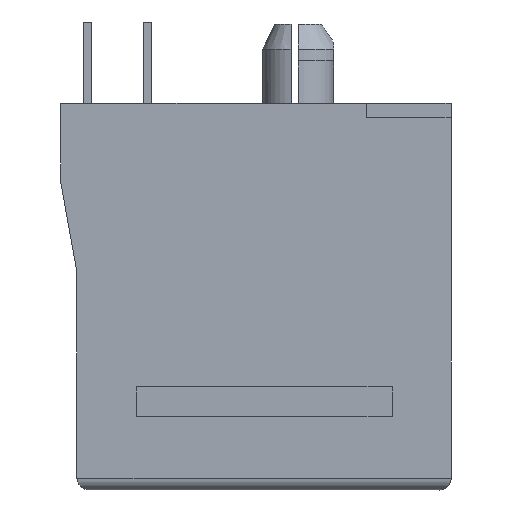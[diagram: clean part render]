
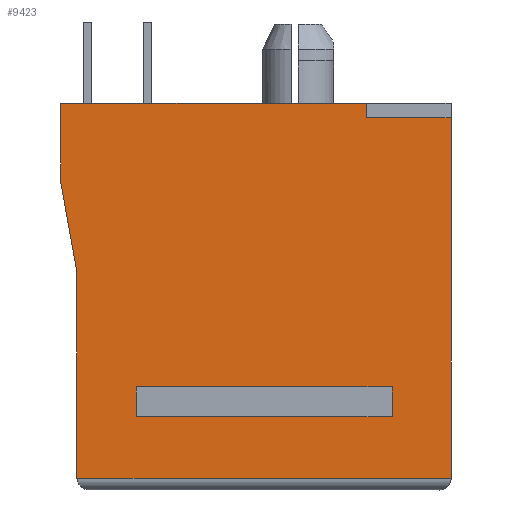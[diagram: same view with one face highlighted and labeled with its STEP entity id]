
A CAD part, left-side view. The second image highlights one B-rep face of the part: STEP entity #9423.
In plain terms, the highlighted planar face has unit normal (-1, 0, 0).
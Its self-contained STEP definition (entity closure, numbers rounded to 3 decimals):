
#123=LINE('',#13189,#1426);
#216=LINE('',#13389,#1519);
#227=LINE('',#13409,#1530);
#229=LINE('',#13413,#1532);
#230=LINE('',#13416,#1533);
#231=LINE('',#13418,#1534);
#232=LINE('',#13420,#1535);
#233=LINE('',#13421,#1536);
#234=LINE('',#13423,#1537);
#235=LINE('',#13425,#1538);
#236=LINE('',#13427,#1539);
#237=LINE('',#13428,#1540);
#1426=VECTOR('',#10671,1000.);
#1519=VECTOR('',#10808,1000.);
#1530=VECTOR('',#10823,1000.);
#1532=VECTOR('',#10827,1000.);
#1533=VECTOR('',#10828,1000.);
#1534=VECTOR('',#10829,1000.);
#1535=VECTOR('',#10830,1000.);
#1536=VECTOR('',#10831,1000.);
#1537=VECTOR('',#10832,1000.);
#1538=VECTOR('',#10833,1000.);
#1539=VECTOR('',#10834,1000.);
#1540=VECTOR('',#10835,1000.);
#2735=PLANE('',#10068);
#3381=ORIENTED_EDGE('',*,*,#6117,.T.);
#3382=ORIENTED_EDGE('',*,*,#6118,.T.);
#3383=ORIENTED_EDGE('',*,*,#6119,.T.);
#3384=ORIENTED_EDGE('',*,*,#6120,.T.);
#3385=ORIENTED_EDGE('',*,*,#6121,.T.);
#3386=ORIENTED_EDGE('',*,*,#6122,.T.);
#3387=ORIENTED_EDGE('',*,*,#6123,.T.);
#3388=ORIENTED_EDGE('',*,*,#6124,.T.);
#3389=ORIENTED_EDGE('',*,*,#6104,.F.);
#3390=ORIENTED_EDGE('',*,*,#6125,.T.);
#3391=ORIENTED_EDGE('',*,*,#6115,.T.);
#3392=ORIENTED_EDGE('',*,*,#6003,.F.);
#6003=EDGE_CURVE('',#7390,#7391,#123,.T.);
#6104=EDGE_CURVE('',#7475,#7476,#216,.T.);
#6115=EDGE_CURVE('',#7483,#7391,#227,.T.);
#6117=EDGE_CURVE('',#7484,#7485,#229,.T.);
#6118=EDGE_CURVE('',#7485,#7486,#230,.T.);
#6119=EDGE_CURVE('',#7486,#7487,#231,.T.);
#6120=EDGE_CURVE('',#7487,#7484,#232,.T.);
#6121=EDGE_CURVE('',#7390,#7488,#233,.T.);
#6122=EDGE_CURVE('',#7488,#7489,#234,.T.);
#6123=EDGE_CURVE('',#7489,#7490,#235,.T.);
#6124=EDGE_CURVE('',#7490,#7476,#236,.F.);
#6125=EDGE_CURVE('',#7475,#7483,#237,.T.);
#7390=VERTEX_POINT('',#13188);
#7391=VERTEX_POINT('',#13190);
#7475=VERTEX_POINT('',#13388);
#7476=VERTEX_POINT('',#13390);
#7483=VERTEX_POINT('',#13410);
#7484=VERTEX_POINT('',#13414);
#7485=VERTEX_POINT('',#13415);
#7486=VERTEX_POINT('',#13417);
#7487=VERTEX_POINT('',#13419);
#7488=VERTEX_POINT('',#13422);
#7489=VERTEX_POINT('',#13424);
#7490=VERTEX_POINT('',#13426);
#8364=EDGE_LOOP('',(#3381,#3382,#3383,#3384));
#8365=EDGE_LOOP('',(#3385,#3386,#3387,#3388,#3389,#3390,#3391,#3392));
#8884=FACE_BOUND('',#8364,.T.);
#8885=FACE_BOUND('',#8365,.T.);
#9423=ADVANCED_FACE('',(#8884,#8885),#2735,.T.);
#10068=AXIS2_PLACEMENT_3D('',#13412,#10825,#10826);
#10671=DIRECTION('',(0.,-1.,0.));
#10808=DIRECTION('',(0.,0.,-1.));
#10823=DIRECTION('',(0.,0.,1.));
#10825=DIRECTION('',(-1.,0.,0.));
#10826=DIRECTION('',(0.,0.,1.));
#10827=DIRECTION('',(0.,0.,-1.));
#10828=DIRECTION('',(0.,1.,0.));
#10829=DIRECTION('',(0.,0.,1.));
#10830=DIRECTION('',(0.,-1.,0.));
#10831=DIRECTION('',(0.,0.,-1.));
#10832=DIRECTION('',(0.,-0.176,-0.984));
#10833=DIRECTION('',(0.,0.,-1.));
#10834=DIRECTION('',(0.,1.,0.));
#10835=DIRECTION('',(0.,1.,0.));
#13188=CARTESIAN_POINT('',(-7.725,8.265,8.19));
#13189=CARTESIAN_POINT('',(-7.725,8.265,8.19));
#13190=CARTESIAN_POINT('',(-7.725,-4.665,8.19));
#13388=CARTESIAN_POINT('',(-7.725,-8.265,7.59));
#13389=CARTESIAN_POINT('',(-7.725,-8.265,8.19));
#13390=CARTESIAN_POINT('',(-7.725,-8.265,-7.69));
#13409=CARTESIAN_POINT('',(-7.725,-4.665,5.69));
#13410=CARTESIAN_POINT('',(-7.725,-4.665,7.59));
#13412=CARTESIAN_POINT('',(-7.725,-8.265,-7.69));
#13413=CARTESIAN_POINT('',(-7.725,-5.765,-7.69));
#13414=CARTESIAN_POINT('',(-7.725,-5.765,-3.82));
#13415=CARTESIAN_POINT('',(-7.725,-5.765,-5.09));
#13416=CARTESIAN_POINT('',(-7.725,-8.265,-5.09));
#13417=CARTESIAN_POINT('',(-7.725,5.065,-5.09));
#13418=CARTESIAN_POINT('',(-7.725,5.065,-7.69));
#13419=CARTESIAN_POINT('',(-7.725,5.065,-3.82));
#13420=CARTESIAN_POINT('',(-7.725,-8.265,-3.82));
#13421=CARTESIAN_POINT('',(-7.725,8.265,-7.69));
#13422=CARTESIAN_POINT('',(-7.725,8.265,4.81));
#13423=CARTESIAN_POINT('',(-7.725,5.585,-10.168));
#13424=CARTESIAN_POINT('',(-7.725,7.585,1.01));
#13425=CARTESIAN_POINT('',(-7.725,7.585,-7.69));
#13426=CARTESIAN_POINT('',(-7.725,7.585,-7.69));
#13427=CARTESIAN_POINT('',(-7.725,-8.265,-7.69));
#13428=CARTESIAN_POINT('',(-7.725,-8.265,7.59));
